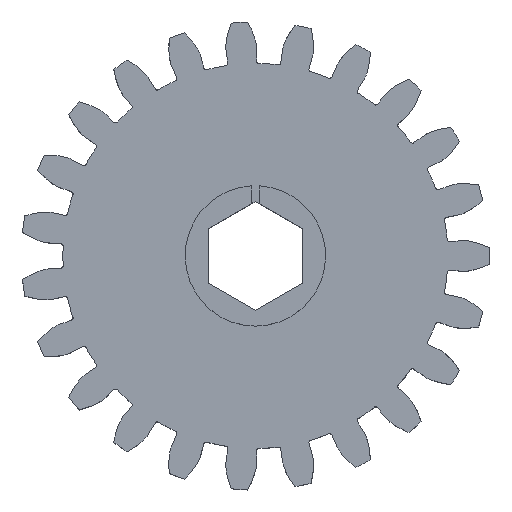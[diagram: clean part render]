
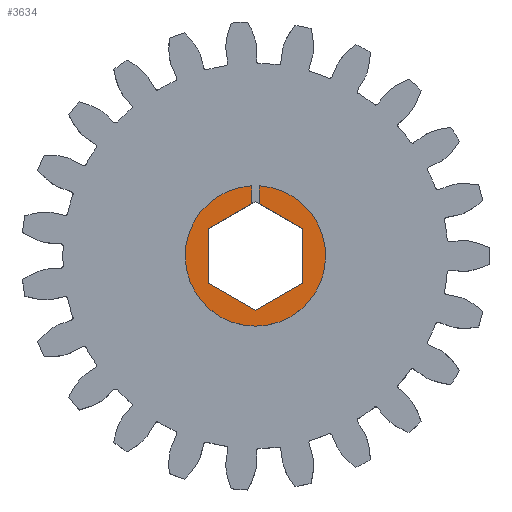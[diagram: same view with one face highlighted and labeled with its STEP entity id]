
A CAD part, top view. The second image highlights one B-rep face of the part: STEP entity #3634.
In plain terms, the highlighted planar face has unit normal (0, 0, 1).
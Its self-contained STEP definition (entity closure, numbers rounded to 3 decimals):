
#160=CIRCLE('',#3845,9.525);
#441=FACE_OUTER_BOUND('',#637,.T.);
#637=EDGE_LOOP('',(#2422,#2423,#2424,#2425,#2426,#2427,#2428,#2429,#2430));
#834=LINE('',#5170,#1138);
#838=LINE('',#5182,#1142);
#840=LINE('',#5186,#1144);
#841=LINE('',#5188,#1145);
#842=LINE('',#5190,#1146);
#843=LINE('',#5192,#1147);
#844=LINE('',#5194,#1148);
#845=LINE('',#5195,#1149);
#1138=VECTOR('',#4187,10.);
#1142=VECTOR('',#4199,10.);
#1144=VECTOR('',#4203,10.);
#1145=VECTOR('',#4204,10.);
#1146=VECTOR('',#4205,10.);
#1147=VECTOR('',#4206,10.);
#1148=VECTOR('',#4207,10.);
#1149=VECTOR('',#4208,10.);
#1442=VERTEX_POINT('',#5167);
#1443=VERTEX_POINT('',#5169);
#1445=VERTEX_POINT('',#5175);
#1447=VERTEX_POINT('',#5181);
#1448=VERTEX_POINT('',#5185);
#1449=VERTEX_POINT('',#5187);
#1450=VERTEX_POINT('',#5189);
#1451=VERTEX_POINT('',#5191);
#1452=VERTEX_POINT('',#5193);
#1830=EDGE_CURVE('',#1443,#1442,#834,.T.);
#1833=EDGE_CURVE('',#1445,#1443,#160,.T.);
#1836=EDGE_CURVE('',#1447,#1445,#838,.T.);
#1838=EDGE_CURVE('',#1442,#1448,#840,.T.);
#1839=EDGE_CURVE('',#1448,#1449,#841,.T.);
#1840=EDGE_CURVE('',#1449,#1450,#842,.T.);
#1841=EDGE_CURVE('',#1450,#1451,#843,.T.);
#1842=EDGE_CURVE('',#1451,#1452,#844,.T.);
#1843=EDGE_CURVE('',#1452,#1447,#845,.T.);
#2422=ORIENTED_EDGE('',*,*,#1838,.T.);
#2423=ORIENTED_EDGE('',*,*,#1839,.T.);
#2424=ORIENTED_EDGE('',*,*,#1840,.T.);
#2425=ORIENTED_EDGE('',*,*,#1841,.T.);
#2426=ORIENTED_EDGE('',*,*,#1842,.T.);
#2427=ORIENTED_EDGE('',*,*,#1843,.T.);
#2428=ORIENTED_EDGE('',*,*,#1836,.T.);
#2429=ORIENTED_EDGE('',*,*,#1833,.T.);
#2430=ORIENTED_EDGE('',*,*,#1830,.T.);
#3576=PLANE('',#3847);
#3634=ADVANCED_FACE('',(#441),#3576,.T.);
#3845=AXIS2_PLACEMENT_3D('',#5176,#4193,#4194);
#3847=AXIS2_PLACEMENT_3D('',#5184,#4201,#4202);
#4187=DIRECTION('',(0.,-1.,0.));
#4193=DIRECTION('center_axis',(0.,0.,1.));
#4194=DIRECTION('ref_axis',(-0.053,0.999,0.));
#4199=DIRECTION('',(0.,1.,0.));
#4201=DIRECTION('center_axis',(0.,0.,1.));
#4202=DIRECTION('ref_axis',(-1.,0.,0.));
#4203=DIRECTION('',(0.866,-0.5,0.));
#4204=DIRECTION('',(0.,-1.,0.));
#4205=DIRECTION('',(-0.866,-0.5,0.));
#4206=DIRECTION('',(-0.866,0.5,0.));
#4207=DIRECTION('',(0.,1.,0.));
#4208=DIRECTION('',(0.866,0.5,0.));
#5167=CARTESIAN_POINT('',(0.508,7.085,11.079));
#5169=CARTESIAN_POINT('',(0.508,9.511,11.079));
#5170=CARTESIAN_POINT('',(0.508,7.085,11.079));
#5175=CARTESIAN_POINT('',(-0.508,9.511,11.079));
#5176=CARTESIAN_POINT('Origin',(0.,0.,11.079));
#5181=CARTESIAN_POINT('',(-0.508,7.085,11.079));
#5182=CARTESIAN_POINT('',(-0.508,7.085,11.079));
#5184=CARTESIAN_POINT('Origin',(0.,-0.007,11.079));
#5185=CARTESIAN_POINT('',(6.39,3.689,11.079));
#5186=CARTESIAN_POINT('',(0.,7.379,11.079));
#5187=CARTESIAN_POINT('',(6.39,-3.689,11.079));
#5188=CARTESIAN_POINT('',(6.39,3.689,11.079));
#5189=CARTESIAN_POINT('',(0.,-7.379,11.079));
#5190=CARTESIAN_POINT('',(6.39,-3.689,11.079));
#5191=CARTESIAN_POINT('',(-6.39,-3.689,11.079));
#5192=CARTESIAN_POINT('',(0.,-7.379,11.079));
#5193=CARTESIAN_POINT('',(-6.39,3.689,11.079));
#5194=CARTESIAN_POINT('',(-6.39,-3.689,11.079));
#5195=CARTESIAN_POINT('',(-6.39,3.689,11.079));
